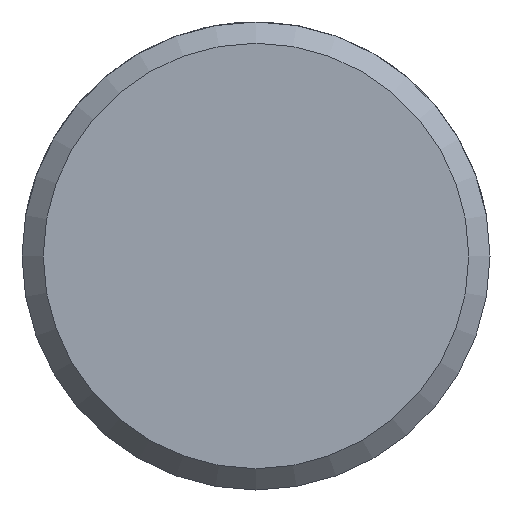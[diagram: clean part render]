
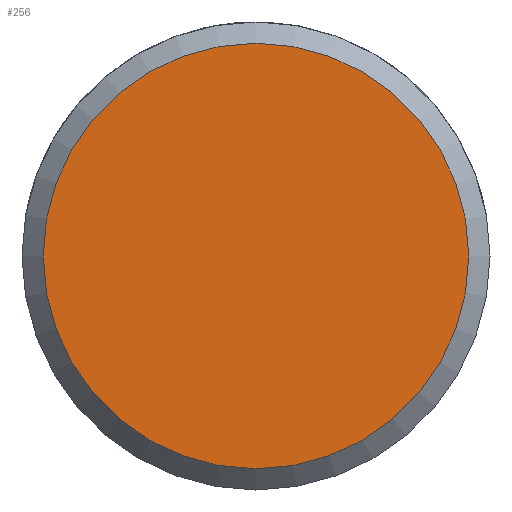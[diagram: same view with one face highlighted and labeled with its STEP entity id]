
A CAD part, front view. The second image highlights one B-rep face of the part: STEP entity #256.
In plain terms, the highlighted planar face has unit normal (0, -1, 0).
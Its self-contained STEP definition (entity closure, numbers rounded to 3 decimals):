
#15=PLANE('',#298);
#37=FACE_OUTER_BOUND('',#55,.T.);
#55=EDGE_LOOP('',(#194));
#110=CIRCLE('',#292,5.);
#124=VERTEX_POINT('',#413);
#147=EDGE_CURVE('',#124,#124,#110,.T.);
#194=ORIENTED_EDGE('',*,*,#147,.F.);
#256=ADVANCED_FACE('',(#37),#15,.F.);
#292=AXIS2_PLACEMENT_3D('',#414,#328,#329);
#298=AXIS2_PLACEMENT_3D('',#430,#344,#345);
#328=DIRECTION('center_axis',(0.,1.,0.));
#329=DIRECTION('ref_axis',(1.,0.,0.));
#344=DIRECTION('center_axis',(0.,1.,0.));
#345=DIRECTION('ref_axis',(0.,0.,1.));
#413=CARTESIAN_POINT('',(-5.,-11.5,0.));
#414=CARTESIAN_POINT('Origin',(0.,-11.5,0.));
#430=CARTESIAN_POINT('Origin',(0.,-11.5,0.));
